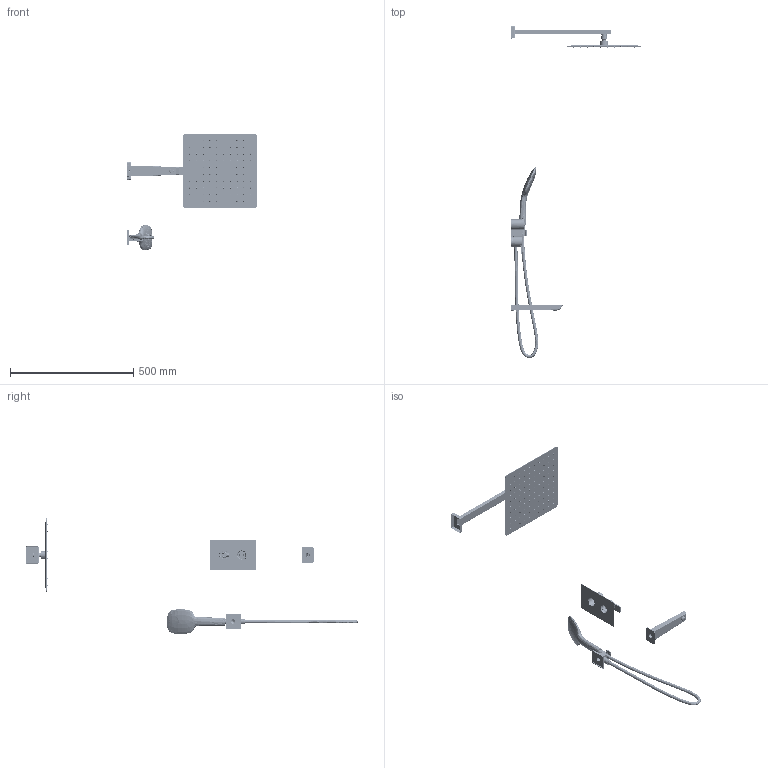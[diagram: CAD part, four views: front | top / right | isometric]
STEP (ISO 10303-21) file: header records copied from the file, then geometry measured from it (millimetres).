
FILE_DESCRIPTION (( 'STEP AP203' ), '1' );
FILE_NAME ('94DP11215.STEP', '2025-01-03T12:30:26', ( '' ), ( '' ), 'SwSTEP 2.0', 'SolidWorks 2021', '' );
FILE_SCHEMA (( 'CONFIG_CONTROL_DESIGN' ));
Products named in the file (1): 94DP11215
Bounding box: 528.45 x 1347.17 x 470.45 mm (x, y, z)
Volume: 867401 mm3; surface area: 791286.3 mm2
Topology: 128 solids, 128 shells, 7672 faces, 19132 edges, 12400 vertices
Faces by surface type: bspline 3059, plane 2963, cylinder 1251, cone 367, torus 27, sphere 5
Full cylindrical faces by diameter (mm): 1.5 x100, 1.7 x102, 2 x1, 3.1 x150, 3.3 x100, 3.6 x50, 4.2 x2, 4.4 x50, 4.5 x2, 5 x104, 5.5 x2, 6.2 x2, 6.8 x1, 7 x1, 9.5 x1, 10 x102, 10.5 x2, 12.13 x1, 12.45 x1, 12.5 x1, 13.4 x2, 13.55 x1, 14 x2, 14.95 x1, 15 x3, 15.5 x1, 15.75 x1, 16 x2, 16.4 x1, 16.5 x3
Entity records: 508940 total; most frequent: CARTESIAN_POINT 365284, ORIENTED_EDGE 31658, DIRECTION 21039, EDGE_CURVE 15829, VERTEX_POINT 11475, EDGE_LOOP 11394, FACE_OUTER_BOUND 9685, AXIS2_PLACEMENT_3D 8186
